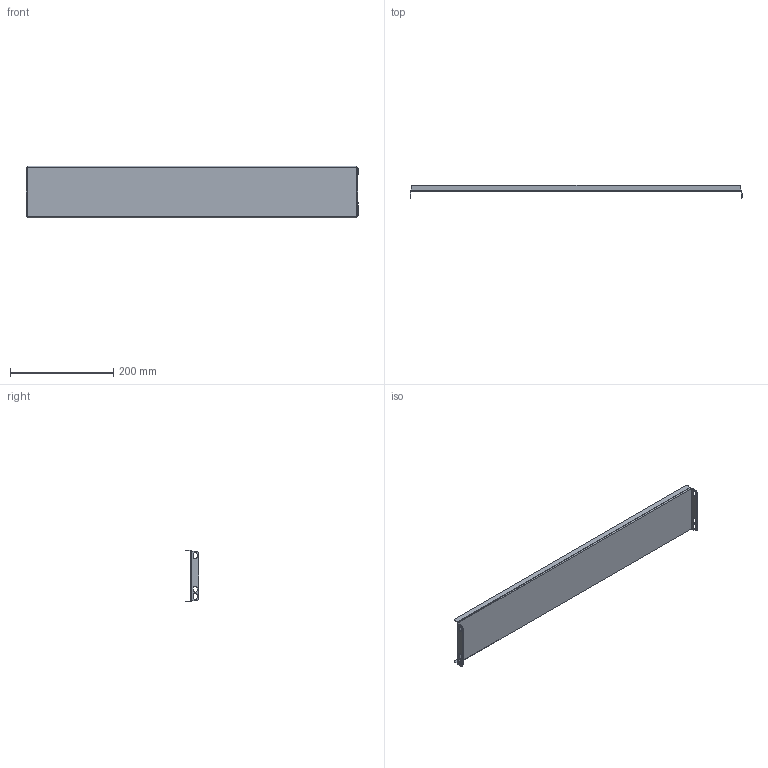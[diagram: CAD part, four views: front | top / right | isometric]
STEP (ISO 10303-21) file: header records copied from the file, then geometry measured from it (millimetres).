
FILE_DESCRIPTION (( 'STEP AP214' ), '1' );
FILE_NAME ('Ïåðåãîðîäêà ãîðèçîíòàëüíàÿ 645õ100.STEP', '2022-04-04T09:03:15', ( '' ), ( '' ), 'SwSTEP 2.0', 'SolidWorks 2017', '' );
FILE_SCHEMA (( 'AUTOMOTIVE_DESIGN' ));
Length unit declared in the file: millimetre
Products named in the file (1): Ïåðåãîðîäêà ãîðèçîíòàëüíàÿ 645õ100
Bounding box: 644 x 26.8 x 100 mm (x, y, z)
Volume: 95454.3 mm3; surface area: 161202.1 mm2
Topology: 1 solids, 1 shells, 74 faces, 188 edges, 116 vertices
Faces by surface type: plane 46, cylinder 28
Entity records: 2266 total; most frequent: DIRECTION 398, CARTESIAN_POINT 379, ORIENTED_EDGE 376, EDGE_CURVE 188, AXIS2_PLACEMENT_3D 135, LINE 128, VECTOR 128, VERTEX_POINT 116
